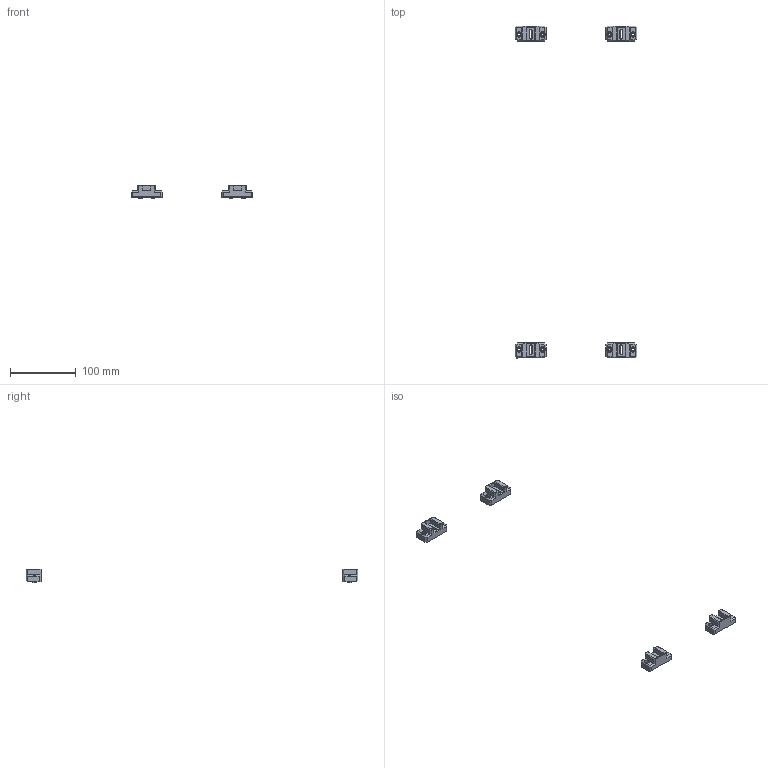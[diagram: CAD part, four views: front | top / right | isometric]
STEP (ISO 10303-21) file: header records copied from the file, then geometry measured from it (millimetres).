
FILE_DESCRIPTION(/* description */ (''),/* implementation_level */ '2;1');
FILE_NAME(/* name */ 'Y_LINEAR_RODS_HOLDERS.step',/* time_stamp */ '2021-09-09T23:52:57+02:00',/* author */ (''),/* organization */ (''),/* preprocessor_version */ 'ST-DEVELOPER v18.1',/* originating_system */ 'Autodesk Translation Framework v10.10.0.1391',/* authorisation */ '');
FILE_SCHEMA (('AUTOMOTIVE_DESIGN { 1 0 10303 214 3 1 1 }'));
Length unit declared in the file: millimetre
Products named in the file (1): Y_LINEAR_RODS_HOLDERS
Bounding box: 185.11 x 506.01 x 21.21 mm (x, y, z)
Volume: 55161.2 mm3; surface area: 20834.6 mm2
Topology: 4 solids, 4 shells, 400 faces, 988 edges, 608 vertices
Faces by surface type: plane 352, cylinder 24, cone 16, bspline 8
Full cylindrical faces by diameter (mm): 4.2 x8, 7.1 x8
Entity records: 11837 total; most frequent: CARTESIAN_POINT 2449, ORIENTED_EDGE 1976, DIRECTION 1790, EDGE_CURVE 988, LINE 868, VECTOR 868, VERTEX_POINT 608, AXIS2_PLACEMENT_3D 461
